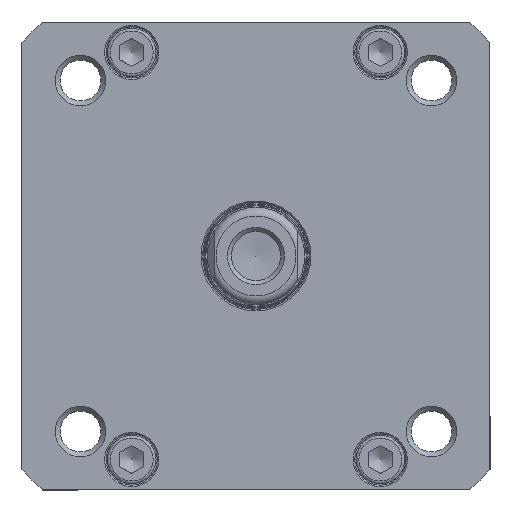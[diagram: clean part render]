
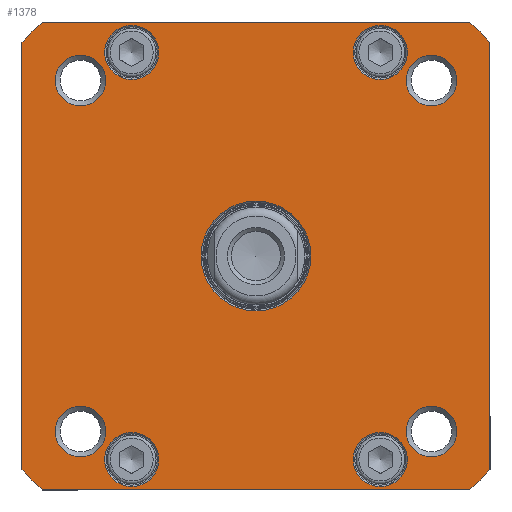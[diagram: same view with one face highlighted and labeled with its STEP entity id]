
A CAD part, front view. The second image highlights one B-rep face of the part: STEP entity #1378.
In plain terms, the highlighted planar face has unit normal (0, -1, 0).
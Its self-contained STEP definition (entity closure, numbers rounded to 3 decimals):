
#1204=CARTESIAN_POINT('',(0.,-97.35,0.));
#1205=DIRECTION('',(0.0,1.0,0.0));
#1206=DIRECTION('',(0.0,0.0,1.0));
#1207=AXIS2_PLACEMENT_3D('',#1204,#1205,#1206);
#1208=PLANE('',#1207);
#1209=CARTESIAN_POINT('',(43.829,-97.35,48.));
#1210=VERTEX_POINT('',#1209);
#1211=CARTESIAN_POINT('',(48.,-97.35,43.829));
#1212=VERTEX_POINT('',#1211);
#1213=CARTESIAN_POINT('',(0.0,-97.35,0.0));
#1214=DIRECTION('',(0.0,1.0,0.0));
#1215=DIRECTION('',(0.674,0.0,0.738));
#1216=AXIS2_PLACEMENT_3D('',#1213,#1214,#1215);
#1217=CIRCLE('',#1216,65.);
#1218=EDGE_CURVE('',#1210,#1212,#1217,.T.);
#1219=ORIENTED_EDGE('',*,*,#1218,.F.);
#1220=CARTESIAN_POINT('',(-43.829,-97.35,48.));
#1221=VERTEX_POINT('',#1220);
#1222=CARTESIAN_POINT('',(-43.829,-97.35,48.));
#1223=DIRECTION('',(1.0,0.0,0.0));
#1224=VECTOR('',#1223,87.658);
#1225=LINE('',#1222,#1224);
#1226=EDGE_CURVE('',#1221,#1210,#1225,.T.);
#1227=ORIENTED_EDGE('',*,*,#1226,.F.);
#1228=CARTESIAN_POINT('',(-48.,-97.35,43.829));
#1229=VERTEX_POINT('',#1228);
#1230=CARTESIAN_POINT('',(0.0,-97.35,0.0));
#1231=DIRECTION('',(0.0,1.0,0.0));
#1232=DIRECTION('',(-0.738,0.0,0.674));
#1233=AXIS2_PLACEMENT_3D('',#1230,#1231,#1232);
#1234=CIRCLE('',#1233,65.0);
#1235=EDGE_CURVE('',#1229,#1221,#1234,.T.);
#1236=ORIENTED_EDGE('',*,*,#1235,.F.);
#1237=CARTESIAN_POINT('',(-48.,-97.35,-43.829));
#1238=VERTEX_POINT('',#1237);
#1239=CARTESIAN_POINT('',(-48.,-97.35,-43.829));
#1240=DIRECTION('',(0.0,0.0,1.0));
#1241=VECTOR('',#1240,87.658);
#1242=LINE('',#1239,#1241);
#1243=EDGE_CURVE('',#1238,#1229,#1242,.T.);
#1244=ORIENTED_EDGE('',*,*,#1243,.F.);
#1245=CARTESIAN_POINT('',(-43.829,-97.35,-48.));
#1246=VERTEX_POINT('',#1245);
#1247=CARTESIAN_POINT('',(0.0,-97.35,0.0));
#1248=DIRECTION('',(0.0,1.0,0.0));
#1249=DIRECTION('',(-0.674,0.0,-0.738));
#1250=AXIS2_PLACEMENT_3D('',#1247,#1248,#1249);
#1251=CIRCLE('',#1250,65.0);
#1252=EDGE_CURVE('',#1246,#1238,#1251,.T.);
#1253=ORIENTED_EDGE('',*,*,#1252,.F.);
#1254=CARTESIAN_POINT('',(43.829,-97.35,-48.));
#1255=VERTEX_POINT('',#1254);
#1256=CARTESIAN_POINT('',(43.829,-97.35,-48.));
#1257=DIRECTION('',(-1.0,0.0,0.0));
#1258=VECTOR('',#1257,87.658);
#1259=LINE('',#1256,#1258);
#1260=EDGE_CURVE('',#1255,#1246,#1259,.T.);
#1261=ORIENTED_EDGE('',*,*,#1260,.F.);
#1262=CARTESIAN_POINT('',(48.,-97.35,-43.829));
#1263=VERTEX_POINT('',#1262);
#1264=CARTESIAN_POINT('',(0.0,-97.35,0.0));
#1265=DIRECTION('',(0.0,1.0,0.0));
#1266=DIRECTION('',(0.738,0.0,-0.674));
#1267=AXIS2_PLACEMENT_3D('',#1264,#1265,#1266);
#1268=CIRCLE('',#1267,65.0);
#1269=EDGE_CURVE('',#1263,#1255,#1268,.T.);
#1270=ORIENTED_EDGE('',*,*,#1269,.F.);
#1271=CARTESIAN_POINT('',(48.,-97.35,43.829));
#1272=DIRECTION('',(0.0,0.0,-1.0));
#1273=VECTOR('',#1272,87.658);
#1274=LINE('',#1271,#1273);
#1275=EDGE_CURVE('',#1212,#1263,#1274,.T.);
#1276=ORIENTED_EDGE('',*,*,#1275,.F.);
#1277=EDGE_LOOP('',(#1219,#1227,#1236,#1244,#1253,#1261,#1270,#1276));
#1278=FACE_OUTER_BOUND('',#1277,.T.);
#1279=CARTESIAN_POINT('',(-30.812,-97.35,-36.));
#1280=VERTEX_POINT('',#1279);
#1281=CARTESIAN_POINT('',(-36.,-97.35,-36.));
#1282=DIRECTION('',(0.0,-1.0,0.0));
#1283=DIRECTION('',(-1.0,0.0,0.0));
#1284=AXIS2_PLACEMENT_3D('',#1281,#1282,#1283);
#1285=CIRCLE('',#1284,5.188);
#1286=EDGE_CURVE('',#1280,#1280,#1285,.T.);
#1287=ORIENTED_EDGE('',*,*,#1286,.F.);
#1288=EDGE_LOOP('',(#1287));
#1289=FACE_BOUND('',#1288,.T.);
#1290=CARTESIAN_POINT('',(41.188,-97.35,36.));
#1291=VERTEX_POINT('',#1290);
#1292=CARTESIAN_POINT('',(36.,-97.35,36.));
#1293=DIRECTION('',(0.0,-1.0,0.0));
#1294=DIRECTION('',(-1.0,0.0,0.0));
#1295=AXIS2_PLACEMENT_3D('',#1292,#1293,#1294);
#1296=CIRCLE('',#1295,5.188);
#1297=EDGE_CURVE('',#1291,#1291,#1296,.T.);
#1298=ORIENTED_EDGE('',*,*,#1297,.F.);
#1299=EDGE_LOOP('',(#1298));
#1300=FACE_BOUND('',#1299,.T.);
#1301=CARTESIAN_POINT('',(-19.95,-97.35,-41.75));
#1302=VERTEX_POINT('',#1301);
#1303=CARTESIAN_POINT('',(-25.5,-97.35,-41.75));
#1304=DIRECTION('',(0.0,-1.0,0.0));
#1305=DIRECTION('',(-1.0,0.0,0.0));
#1306=AXIS2_PLACEMENT_3D('',#1303,#1304,#1305);
#1307=CIRCLE('',#1306,5.55);
#1308=EDGE_CURVE('',#1302,#1302,#1307,.T.);
#1309=ORIENTED_EDGE('',*,*,#1308,.F.);
#1310=EDGE_LOOP('',(#1309));
#1311=FACE_BOUND('',#1310,.T.);
#1312=CARTESIAN_POINT('',(31.05,-97.35,41.75));
#1313=VERTEX_POINT('',#1312);
#1314=CARTESIAN_POINT('',(25.5,-97.35,41.75));
#1315=DIRECTION('',(0.0,-1.0,0.0));
#1316=DIRECTION('',(-1.0,0.0,0.0));
#1317=AXIS2_PLACEMENT_3D('',#1314,#1315,#1316);
#1318=CIRCLE('',#1317,5.55);
#1319=EDGE_CURVE('',#1313,#1313,#1318,.T.);
#1320=ORIENTED_EDGE('',*,*,#1319,.F.);
#1321=EDGE_LOOP('',(#1320));
#1322=FACE_BOUND('',#1321,.T.);
#1323=CARTESIAN_POINT('',(-11.25,-97.35,0.));
#1324=VERTEX_POINT('',#1323);
#1325=CARTESIAN_POINT('',(0.0,-97.35,0.0));
#1326=DIRECTION('',(0.0,-1.0,0.0));
#1327=DIRECTION('',(1.0,0.0,0.0));
#1328=AXIS2_PLACEMENT_3D('',#1325,#1326,#1327);
#1329=CIRCLE('',#1328,11.25);
#1330=EDGE_CURVE('',#1324,#1324,#1329,.T.);
#1331=ORIENTED_EDGE('',*,*,#1330,.F.);
#1332=EDGE_LOOP('',(#1331));
#1333=FACE_BOUND('',#1332,.T.);
#1334=CARTESIAN_POINT('',(-19.95,-97.35,41.75));
#1335=VERTEX_POINT('',#1334);
#1336=CARTESIAN_POINT('',(-25.5,-97.35,41.75));
#1337=DIRECTION('',(0.0,-1.0,0.0));
#1338=DIRECTION('',(-1.0,0.0,0.0));
#1339=AXIS2_PLACEMENT_3D('',#1336,#1337,#1338);
#1340=CIRCLE('',#1339,5.55);
#1341=EDGE_CURVE('',#1335,#1335,#1340,.T.);
#1342=ORIENTED_EDGE('',*,*,#1341,.F.);
#1343=EDGE_LOOP('',(#1342));
#1344=FACE_BOUND('',#1343,.T.);
#1345=CARTESIAN_POINT('',(31.05,-97.35,-41.75));
#1346=VERTEX_POINT('',#1345);
#1347=CARTESIAN_POINT('',(25.5,-97.35,-41.75));
#1348=DIRECTION('',(0.0,-1.0,0.0));
#1349=DIRECTION('',(-1.0,0.0,0.0));
#1350=AXIS2_PLACEMENT_3D('',#1347,#1348,#1349);
#1351=CIRCLE('',#1350,5.55);
#1352=EDGE_CURVE('',#1346,#1346,#1351,.T.);
#1353=ORIENTED_EDGE('',*,*,#1352,.F.);
#1354=EDGE_LOOP('',(#1353));
#1355=FACE_BOUND('',#1354,.T.);
#1356=CARTESIAN_POINT('',(-30.812,-97.35,36.));
#1357=VERTEX_POINT('',#1356);
#1358=CARTESIAN_POINT('',(-36.,-97.35,36.));
#1359=DIRECTION('',(0.0,-1.0,0.0));
#1360=DIRECTION('',(-1.0,0.0,0.0));
#1361=AXIS2_PLACEMENT_3D('',#1358,#1359,#1360);
#1362=CIRCLE('',#1361,5.188);
#1363=EDGE_CURVE('',#1357,#1357,#1362,.T.);
#1364=ORIENTED_EDGE('',*,*,#1363,.F.);
#1365=EDGE_LOOP('',(#1364));
#1366=FACE_BOUND('',#1365,.T.);
#1367=CARTESIAN_POINT('',(41.188,-97.35,-36.));
#1368=VERTEX_POINT('',#1367);
#1369=CARTESIAN_POINT('',(36.,-97.35,-36.));
#1370=DIRECTION('',(0.0,-1.0,0.0));
#1371=DIRECTION('',(-1.0,0.0,0.0));
#1372=AXIS2_PLACEMENT_3D('',#1369,#1370,#1371);
#1373=CIRCLE('',#1372,5.188);
#1374=EDGE_CURVE('',#1368,#1368,#1373,.T.);
#1375=ORIENTED_EDGE('',*,*,#1374,.F.);
#1376=EDGE_LOOP('',(#1375));
#1377=FACE_BOUND('',#1376,.T.);
#1378=ADVANCED_FACE('',(#1278,#1289,#1300,#1311,#1322,#1333,#1344,#1355,#1366,#1377),#1208,.F.);
